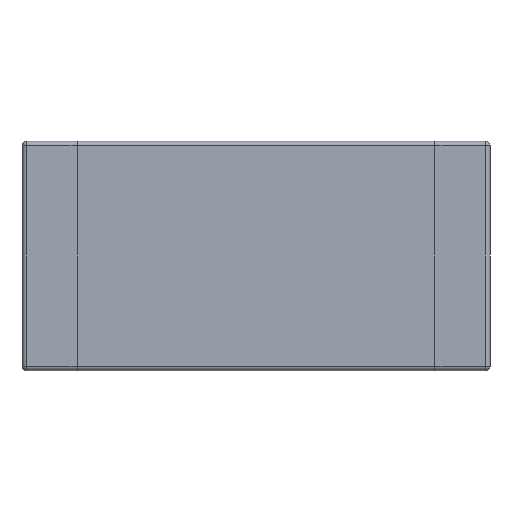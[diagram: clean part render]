
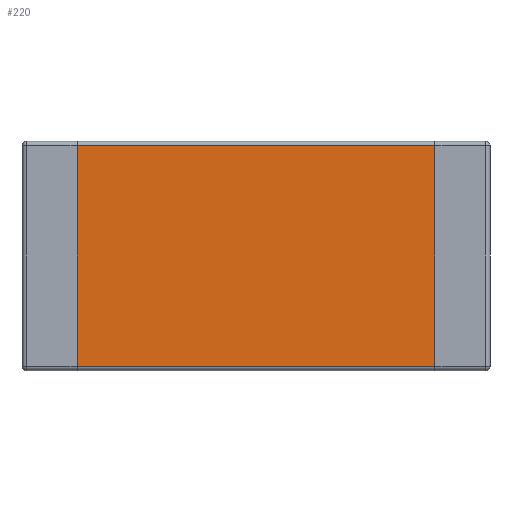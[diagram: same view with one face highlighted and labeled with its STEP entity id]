
A CAD part, front view. The second image highlights one B-rep face of the part: STEP entity #220.
In plain terms, the highlighted planar face has unit normal (0, -1, 0).
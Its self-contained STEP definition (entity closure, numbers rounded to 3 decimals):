
#12 = EDGE_CURVE ( 'NONE', #40, #16, #322, .T. ) ;
#16 = VERTEX_POINT ( 'NONE', #353 ) ;
#40 = VERTEX_POINT ( 'NONE', #468 ) ;
#41 = ORIENTED_EDGE ( 'NONE', *, *, #1634, .F. ) ;
#159 = VERTEX_POINT ( 'NONE', #894 ) ;
#220 = ADVANCED_FACE ( 'NONE', ( #1088 ), #1135, .T. ) ;
#221 = EDGE_LOOP ( 'NONE', ( #41, #1622, #278, #279 ) ) ;
#277 = EDGE_CURVE ( 'NONE', #1619, #16, #1285, .T. ) ;
#278 = ORIENTED_EDGE ( 'NONE', *, *, #12, .F. ) ;
#279 = ORIENTED_EDGE ( 'NONE', *, *, #280, .T. ) ;
#280 = EDGE_CURVE ( 'NONE', #40, #159, #1281, .T. ) ;
#319 = DIRECTION ( 'NONE',  ( 0., 0., -1. ) ) ;
#320 = VECTOR ( 'NONE', #319, 1000. ) ;
#321 = CARTESIAN_POINT ( 'NONE',  ( 1.95, 0., -1.25 ) ) ;
#322 = LINE ( 'NONE', #321, #320 ) ;
#353 = CARTESIAN_POINT ( 'NONE',  ( 1.95, 0., -1.2 ) ) ;
#468 = CARTESIAN_POINT ( 'NONE',  ( 1.95, 0., 1.2 ) ) ;
#894 = CARTESIAN_POINT ( 'NONE',  ( -1.95, 0., 1.2 ) ) ;
#1088 = FACE_OUTER_BOUND ( 'NONE', #221, .T. ) ;
#1130 = DIRECTION ( 'NONE',  ( 0., 0., -1. ) ) ;
#1131 = DIRECTION ( 'NONE',  ( 0., -1., 0. ) ) ;
#1132 = CARTESIAN_POINT ( 'NONE',  ( 2.55, 0., -1.25 ) ) ;
#1134 = AXIS2_PLACEMENT_3D ( 'NONE', #1132, #1131, #1130 ) ;
#1135 = PLANE ( 'NONE',  #1134 ) ;
#1278 = DIRECTION ( 'NONE',  ( -1., 0., 0. ) ) ;
#1279 = VECTOR ( 'NONE', #1278, 1000. ) ;
#1280 = CARTESIAN_POINT ( 'NONE',  ( -2.55, 0., 1.2 ) ) ;
#1281 = LINE ( 'NONE', #1280, #1279 ) ;
#1282 = DIRECTION ( 'NONE',  ( 1., 0., 0. ) ) ;
#1283 = VECTOR ( 'NONE', #1282, 1000. ) ;
#1284 = CARTESIAN_POINT ( 'NONE',  ( 2.55, 0., -1.2 ) ) ;
#1285 = LINE ( 'NONE', #1284, #1283 ) ;
#1431 = CARTESIAN_POINT ( 'NONE',  ( -1.95, 0., -1.2 ) ) ;
#1456 = DIRECTION ( 'NONE',  ( 0., 0., 1. ) ) ;
#1457 = VECTOR ( 'NONE', #1456, 1000. ) ;
#1458 = CARTESIAN_POINT ( 'NONE',  ( -1.95, 0., -1.25 ) ) ;
#1459 = LINE ( 'NONE', #1458, #1457 ) ;
#1619 = VERTEX_POINT ( 'NONE', #1431 ) ;
#1622 = ORIENTED_EDGE ( 'NONE', *, *, #277, .T. ) ;
#1634 = EDGE_CURVE ( 'NONE', #1619, #159, #1459, .T. ) ;
